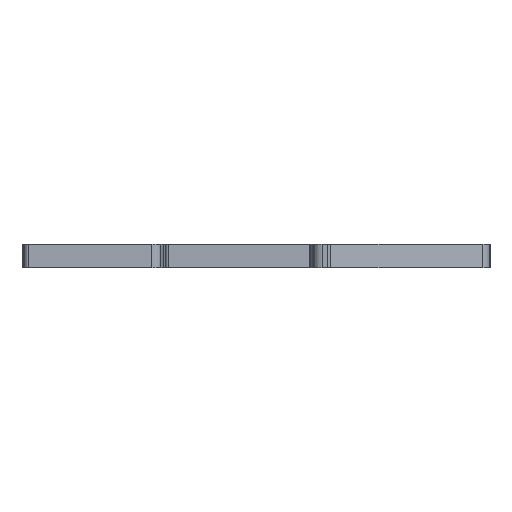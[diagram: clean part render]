
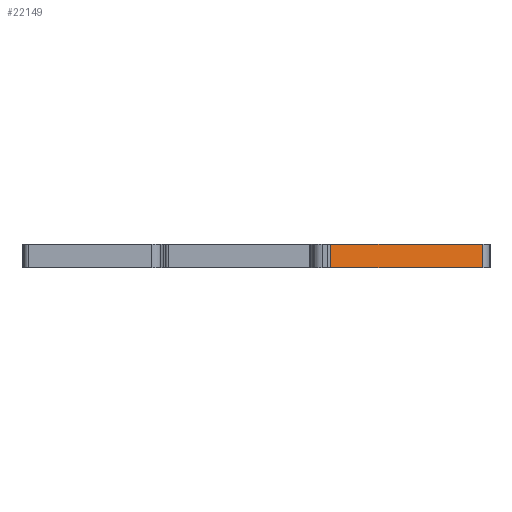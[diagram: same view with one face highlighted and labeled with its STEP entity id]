
A CAD part, front view. The second image highlights one B-rep face of the part: STEP entity #22149.
In plain terms, the highlighted planar face has unit normal (0.259, -0.966, 0).
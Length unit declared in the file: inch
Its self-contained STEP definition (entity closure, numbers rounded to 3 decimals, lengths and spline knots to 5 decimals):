
#221=DIRECTION('',(0.966,0.259,0.));
#222=VECTOR('',#221,1.35551);
#223=CARTESIAN_POINT('',(0.90397,-0.23078,0.));
#224=LINE('',#223,#222);
#2523=DIRECTION('',(0.966,0.259,0.));
#2524=VECTOR('',#2523,1.35551);
#2525=CARTESIAN_POINT('',(0.90397,-0.23078,
-0.20472));
#2526=LINE('',#2525,#2524);
#3002=DIRECTION('',(0.,0.,-1.));
#3003=VECTOR('',#3002,0.20472);
#3004=CARTESIAN_POINT('',(2.21329,0.12005,0.));
#3005=LINE('',#3004,#3003);
#3006=DIRECTION('',(0.,0.,-1.));
#3007=VECTOR('',#3006,0.20472);
#3008=CARTESIAN_POINT('',(0.90397,-0.23078,0.));
#3009=LINE('',#3008,#3007);
#14893=CARTESIAN_POINT('',(0.90397,-0.23078,0.));
#14894=VERTEX_POINT('',#14893);
#14895=CARTESIAN_POINT('',(2.21329,0.12005,0.));
#14896=VERTEX_POINT('',#14895);
#15139=CARTESIAN_POINT('',(0.90397,-0.23078,
-0.20472));
#15140=VERTEX_POINT('',#15139);
#15141=CARTESIAN_POINT('',(2.21329,0.12005,
-0.20472));
#15142=VERTEX_POINT('',#15141);
#22137=CARTESIAN_POINT('',(0.90397,-0.23078,0.));
#22138=DIRECTION('',(0.259,-0.966,0.));
#22139=DIRECTION('',(0.966,0.259,0.));
#22140=AXIS2_PLACEMENT_3D('',#22137,#22138,#22139);
#22141=PLANE('',#22140);
#22142=ORIENTED_EDGE('',*,*,#19101,.T.);
#22143=ORIENTED_EDGE('',*,*,#22125,.T.);
#22144=ORIENTED_EDGE('',*,*,#21073,.F.);
#22146=ORIENTED_EDGE('',*,*,#22145,.F.);
#22147=EDGE_LOOP('',(#22142,#22143,#22144,#22146));
#22148=FACE_OUTER_BOUND('',#22147,.F.);
#22149=ADVANCED_FACE('',(#22148),#22141,.T.);
#19101=EDGE_CURVE('',#14894,#14896,#224,.T.);
#21073=EDGE_CURVE('',#15140,#15142,#2526,.T.);
#22125=EDGE_CURVE('',#14896,#15142,#3005,.T.);
#22145=EDGE_CURVE('',#14894,#15140,#3009,.T.);
